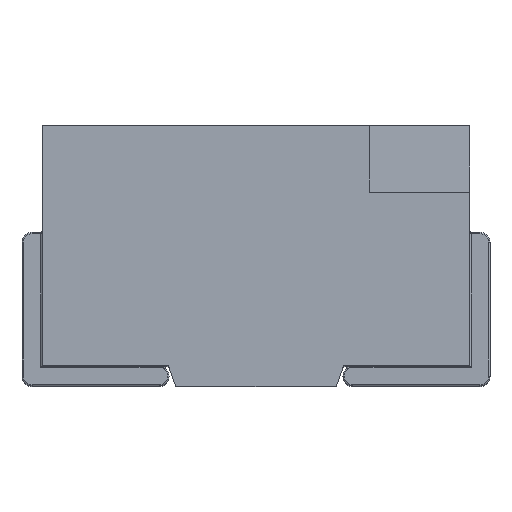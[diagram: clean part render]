
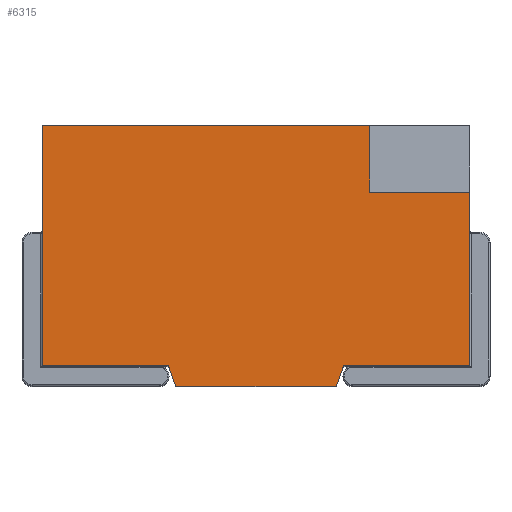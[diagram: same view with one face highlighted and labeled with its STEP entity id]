
A CAD part, top view. The second image highlights one B-rep face of the part: STEP entity #6315.
In plain terms, the highlighted planar face has unit normal (0, 0, 1).
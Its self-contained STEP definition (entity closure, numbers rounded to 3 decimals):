
#19 = VECTOR ( 'NONE', #5604, 1000. ) ;
#141 = CARTESIAN_POINT ( 'NONE',  ( -1.6, 0.15, 1.4 ) ) ;
#205 = CARTESIAN_POINT ( 'NONE',  ( -0.655, 0.15, 1.4 ) ) ;
#309 = DIRECTION ( 'NONE',  ( 1., 0., 0. ) ) ;
#475 = CARTESIAN_POINT ( 'NONE',  ( 0.85, 1.45, 1.4 ) ) ;
#542 = DIRECTION ( 'NONE',  ( 0., 1., 0. ) ) ;
#792 = VERTEX_POINT ( 'NONE', #2328 ) ;
#865 = EDGE_CURVE ( 'NONE', #6557, #792, #6281, .T. ) ;
#1045 = CARTESIAN_POINT ( 'NONE',  ( 1.6, 1.45, 1.4 ) ) ;
#1084 = LINE ( 'NONE', #3718, #3443 ) ;
#1257 = EDGE_CURVE ( 'NONE', #4484, #4214, #5679, .T. ) ;
#1406 = FACE_OUTER_BOUND ( 'NONE', #2082, .T. ) ;
#1440 = EDGE_CURVE ( 'NONE', #5631, #4214, #6304, .T. ) ;
#1490 = ORIENTED_EDGE ( 'NONE', *, *, #3757, .T. ) ;
#1539 = DIRECTION ( 'NONE',  ( -1., 0., 0. ) ) ;
#1728 = EDGE_CURVE ( 'NONE', #3092, #792, #4462, .T. ) ;
#1823 = EDGE_CURVE ( 'NONE', #5616, #3092, #3678, .T. ) ;
#1849 = DIRECTION ( 'NONE',  ( -1., 0., 0. ) ) ;
#1969 = CARTESIAN_POINT ( 'NONE',  ( 1.6, 0.15, 1.4 ) ) ;
#2025 = VECTOR ( 'NONE', #2765, 1000. ) ;
#2082 = EDGE_LOOP ( 'NONE', ( #4637, #3132, #3549, #2331, #2741, #1490, #5782, #2611, #4531, #4724 ) ) ;
#2125 = DIRECTION ( 'NONE',  ( 1., 0., 0. ) ) ;
#2328 = CARTESIAN_POINT ( 'NONE',  ( 0.655, 0.15, 1.4 ) ) ;
#2331 = ORIENTED_EDGE ( 'NONE', *, *, #5360, .T. ) ;
#2443 = VERTEX_POINT ( 'NONE', #141 ) ;
#2500 = EDGE_CURVE ( 'NONE', #2901, #2443, #1084, .T. ) ;
#2611 = ORIENTED_EDGE ( 'NONE', *, *, #865, .T. ) ;
#2613 = CARTESIAN_POINT ( 'NONE',  ( 0.85, 1.45, 1.4 ) ) ;
#2732 = VECTOR ( 'NONE', #309, 1000. ) ;
#2741 = ORIENTED_EDGE ( 'NONE', *, *, #2500, .F. ) ;
#2765 = DIRECTION ( 'NONE',  ( 0., -1., 0. ) ) ;
#2813 = EDGE_CURVE ( 'NONE', #5250, #6557, #5682, .T. ) ;
#2901 = VERTEX_POINT ( 'NONE', #205 ) ;
#3049 = CARTESIAN_POINT ( 'NONE',  ( 1.6, 0.15, 1.4 ) ) ;
#3057 = DIRECTION ( 'NONE',  ( 0., 0., -1. ) ) ;
#3092 = VERTEX_POINT ( 'NONE', #3049 ) ;
#3132 = ORIENTED_EDGE ( 'NONE', *, *, #1257, .T. ) ;
#3164 = CARTESIAN_POINT ( 'NONE',  ( 1.6, 1.95, 1.4 ) ) ;
#3243 = VECTOR ( 'NONE', #4901, 1000. ) ;
#3258 = CARTESIAN_POINT ( 'NONE',  ( 0.6, 0., 1.4 ) ) ;
#3443 = VECTOR ( 'NONE', #5151, 1000. ) ;
#3489 = AXIS2_PLACEMENT_3D ( 'NONE', #4078, #3057, #1539 ) ;
#3528 = CARTESIAN_POINT ( 'NONE',  ( -0.969, 1.015, 1.4 ) ) ;
#3549 = ORIENTED_EDGE ( 'NONE', *, *, #1440, .F. ) ;
#3678 = LINE ( 'NONE', #3164, #19 ) ;
#3718 = CARTESIAN_POINT ( 'NONE',  ( -1.6, 0.15, 1.4 ) ) ;
#3745 = CARTESIAN_POINT ( 'NONE',  ( -1.6, 1.95, 1.4 ) ) ;
#3757 = EDGE_CURVE ( 'NONE', #2901, #5250, #5839, .T. ) ;
#3776 = LINE ( 'NONE', #6294, #2732 ) ;
#3792 = CARTESIAN_POINT ( 'NONE',  ( 1.344, 2.043, 1.4 ) ) ;
#3852 = CARTESIAN_POINT ( 'NONE',  ( 1.6, 1.95, 1.4 ) ) ;
#3946 = PLANE ( 'NONE',  #3489 ) ;
#4078 = CARTESIAN_POINT ( 'NONE',  ( 1.6, 1.95, 1.4 ) ) ;
#4201 = CARTESIAN_POINT ( 'NONE',  ( 1.6, 0., 1.4 ) ) ;
#4214 = VERTEX_POINT ( 'NONE', #5724 ) ;
#4435 = LINE ( 'NONE', #5321, #2025 ) ;
#4462 = LINE ( 'NONE', #1969, #6292 ) ;
#4484 = VERTEX_POINT ( 'NONE', #2613 ) ;
#4531 = ORIENTED_EDGE ( 'NONE', *, *, #1728, .F. ) ;
#4557 = VECTOR ( 'NONE', #2125, 1000. ) ;
#4637 = ORIENTED_EDGE ( 'NONE', *, *, #5672, .F. ) ;
#4724 = ORIENTED_EDGE ( 'NONE', *, *, #1823, .F. ) ;
#4901 = DIRECTION ( 'NONE',  ( 1., 0., 0. ) ) ;
#5151 = DIRECTION ( 'NONE',  ( -1., 0., 0. ) ) ;
#5224 = CARTESIAN_POINT ( 'NONE',  ( -0.6, 0., 1.4 ) ) ;
#5250 = VERTEX_POINT ( 'NONE', #5224 ) ;
#5321 = CARTESIAN_POINT ( 'NONE',  ( -1.6, 1.95, 1.4 ) ) ;
#5360 = EDGE_CURVE ( 'NONE', #5631, #2443, #4435, .T. ) ;
#5566 = DIRECTION ( 'NONE',  ( 0.342, -0.94, 0. ) ) ;
#5604 = DIRECTION ( 'NONE',  ( 0., -1., 0. ) ) ;
#5616 = VERTEX_POINT ( 'NONE', #1045 ) ;
#5631 = VERTEX_POINT ( 'NONE', #3745 ) ;
#5672 = EDGE_CURVE ( 'NONE', #4484, #5616, #3776, .T. ) ;
#5679 = LINE ( 'NONE', #475, #6539 ) ;
#5682 = LINE ( 'NONE', #4201, #4557 ) ;
#5724 = CARTESIAN_POINT ( 'NONE',  ( 0.85, 1.95, 1.4 ) ) ;
#5782 = ORIENTED_EDGE ( 'NONE', *, *, #2813, .T. ) ;
#5839 = LINE ( 'NONE', #3528, #6099 ) ;
#5877 = DIRECTION ( 'NONE',  ( 0.342, 0.94, 0. ) ) ;
#5982 = VECTOR ( 'NONE', #5877, 1000. ) ;
#6099 = VECTOR ( 'NONE', #5566, 1000. ) ;
#6281 = LINE ( 'NONE', #3792, #5982 ) ;
#6292 = VECTOR ( 'NONE', #1849, 1000. ) ;
#6294 = CARTESIAN_POINT ( 'NONE',  ( 0.85, 1.45, 1.4 ) ) ;
#6304 = LINE ( 'NONE', #3852, #3243 ) ;
#6315 = ADVANCED_FACE ( 'NONE', ( #1406 ), #3946, .F. ) ;
#6539 = VECTOR ( 'NONE', #542, 1000. ) ;
#6557 = VERTEX_POINT ( 'NONE', #3258 ) ;
